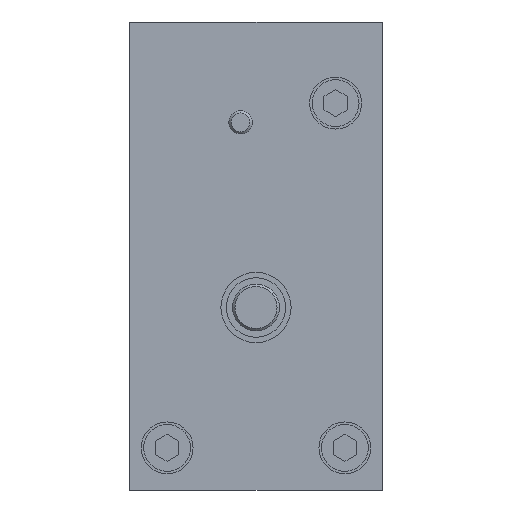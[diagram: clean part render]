
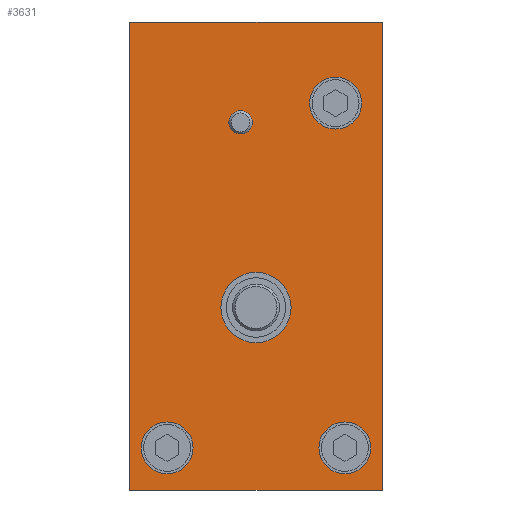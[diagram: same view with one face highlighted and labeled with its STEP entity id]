
A CAD part, left-side view. The second image highlights one B-rep face of the part: STEP entity #3631.
In plain terms, the highlighted planar face has unit normal (-1, 0, 0).
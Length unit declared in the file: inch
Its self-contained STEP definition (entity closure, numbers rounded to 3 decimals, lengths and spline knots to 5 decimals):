
#46=LINE('',#5495,#271);
#50=LINE('',#5502,#275);
#53=LINE('',#5508,#278);
#55=LINE('',#5511,#280);
#271=VECTOR('',#4431,3.93701);
#275=VECTOR('',#4437,2.12598);
#278=VECTOR('',#4442,3.93701);
#280=VECTOR('',#4446,2.12598);
#503=PLANE('',#3965);
#668=FACE_BOUND('',#1184,.T.);
#669=FACE_BOUND('',#1185,.T.);
#670=FACE_BOUND('',#1186,.T.);
#671=FACE_BOUND('',#1187,.T.);
#672=FACE_BOUND('',#1188,.T.);
#898=FACE_OUTER_BOUND('',#1183,.T.);
#1183=EDGE_LOOP('',(#2540,#2541,#2542,#2543));
#1184=EDGE_LOOP('',(#2544));
#1185=EDGE_LOOP('',(#2545));
#1186=EDGE_LOOP('',(#2546));
#1187=EDGE_LOOP('',(#2547));
#1188=EDGE_LOOP('',(#2548));
#1566=CIRCLE('',#3931,0.09843);
#1569=CIRCLE('',#3936,0.2185);
#1574=CIRCLE('',#3945,0.29528);
#1577=CIRCLE('',#3950,0.2185);
#1581=CIRCLE('',#3957,0.2185);
#1742=VERTEX_POINT('',#5442);
#1745=VERTEX_POINT('',#5450);
#1750=VERTEX_POINT('',#5464);
#1753=VERTEX_POINT('',#5472);
#1757=VERTEX_POINT('',#5483);
#1761=VERTEX_POINT('',#5492);
#1762=VERTEX_POINT('',#5494);
#1764=VERTEX_POINT('',#5500);
#1766=VERTEX_POINT('',#5506);
#2067=EDGE_CURVE('',#1742,#1742,#1566,.T.);
#2070=EDGE_CURVE('',#1745,#1745,#1569,.T.);
#2075=EDGE_CURVE('',#1750,#1750,#1574,.T.);
#2078=EDGE_CURVE('',#1753,#1753,#1577,.T.);
#2082=EDGE_CURVE('',#1757,#1757,#1581,.T.);
#2086=EDGE_CURVE('',#1762,#1761,#46,.T.);
#2090=EDGE_CURVE('',#1761,#1764,#50,.T.);
#2093=EDGE_CURVE('',#1764,#1766,#53,.T.);
#2095=EDGE_CURVE('',#1766,#1762,#55,.T.);
#2540=ORIENTED_EDGE('',*,*,#2095,.T.);
#2541=ORIENTED_EDGE('',*,*,#2086,.T.);
#2542=ORIENTED_EDGE('',*,*,#2090,.T.);
#2543=ORIENTED_EDGE('',*,*,#2093,.T.);
#2544=ORIENTED_EDGE('',*,*,#2067,.T.);
#2545=ORIENTED_EDGE('',*,*,#2070,.T.);
#2546=ORIENTED_EDGE('',*,*,#2075,.T.);
#2547=ORIENTED_EDGE('',*,*,#2078,.T.);
#2548=ORIENTED_EDGE('',*,*,#2082,.T.);
#3631=ADVANCED_FACE('',(#898,#668,#669,#670,#671,#672),#503,.T.);
#3931=AXIS2_PLACEMENT_3D('',#5443,#4369,#4370);
#3936=AXIS2_PLACEMENT_3D('',#5451,#4379,#4380);
#3945=AXIS2_PLACEMENT_3D('',#5465,#4397,#4398);
#3950=AXIS2_PLACEMENT_3D('',#5473,#4407,#4408);
#3957=AXIS2_PLACEMENT_3D('',#5484,#4421,#4422);
#3965=AXIS2_PLACEMENT_3D('',#5513,#4449,#4450);
#4369=DIRECTION('center_axis',(1.,0.,0.));
#4370=DIRECTION('ref_axis',(0.,0.,
-1.));
#4379=DIRECTION('center_axis',(1.,0.,0.));
#4380=DIRECTION('ref_axis',(0.,0.,
-1.));
#4397=DIRECTION('center_axis',(1.,0.,0.));
#4398=DIRECTION('ref_axis',(0.,0.,
1.));
#4407=DIRECTION('center_axis',(1.,0.,0.));
#4408=DIRECTION('ref_axis',(0.,0.,
-1.));
#4421=DIRECTION('center_axis',(1.,0.,0.));
#4422=DIRECTION('ref_axis',(0.,0.,
-1.));
#4431=DIRECTION('',(0.,0.,1.));
#4437=DIRECTION('',(0.,1.,0.));
#4442=DIRECTION('',(0.,0.,-1.));
#4446=DIRECTION('',(0.,-1.,0.));
#4449=DIRECTION('center_axis',(-1.,0.,0.));
#4450=DIRECTION('ref_axis',(0.,0.,-1.));
#5442=CARTESIAN_POINT('',(-5.72343,1.19252,2.99528));
#5443=CARTESIAN_POINT('Origin',(-5.72343,1.19252,3.0937));
#5450=CARTESIAN_POINT('',(-5.72343,0.39331,3.03622));
#5451=CARTESIAN_POINT('Origin',(-5.72343,0.39331,3.25472));
#5464=CARTESIAN_POINT('',(-5.72343,1.06299,1.24016));
#5465=CARTESIAN_POINT('Origin',(-5.72343,1.06299,1.53543));
#5472=CARTESIAN_POINT('',(-5.72343,0.31496,0.13583));
#5473=CARTESIAN_POINT('Origin',(-5.72343,0.31496,0.35433));
#5483=CARTESIAN_POINT('',(-5.72343,1.81102,0.13583));
#5484=CARTESIAN_POINT('Origin',(-5.72343,1.81102,0.35433));
#5492=CARTESIAN_POINT('',(-5.72343,0.,3.93701));
#5494=CARTESIAN_POINT('',(-5.72343,0.,0.));
#5495=CARTESIAN_POINT('',(-5.72343,0.,0.));
#5500=CARTESIAN_POINT('',(-5.72343,2.12598,3.93701));
#5502=CARTESIAN_POINT('',(-5.72343,0.,3.93701));
#5506=CARTESIAN_POINT('',(-5.72343,2.12598,0.));
#5508=CARTESIAN_POINT('',(-5.72343,2.12598,3.93701));
#5511=CARTESIAN_POINT('',(-5.72343,2.12598,0.));
#5513=CARTESIAN_POINT('Origin',(-5.72343,1.06299,1.9685));
